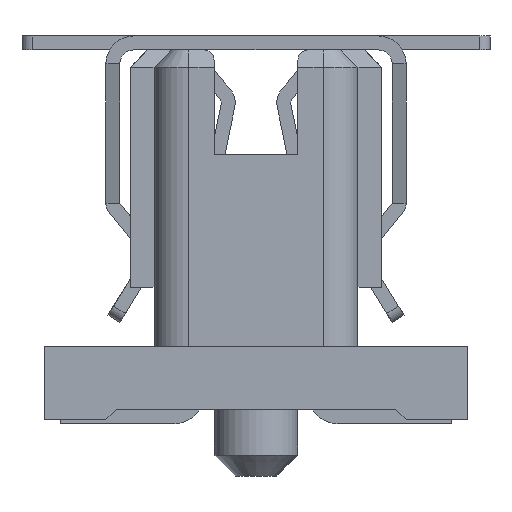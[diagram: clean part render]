
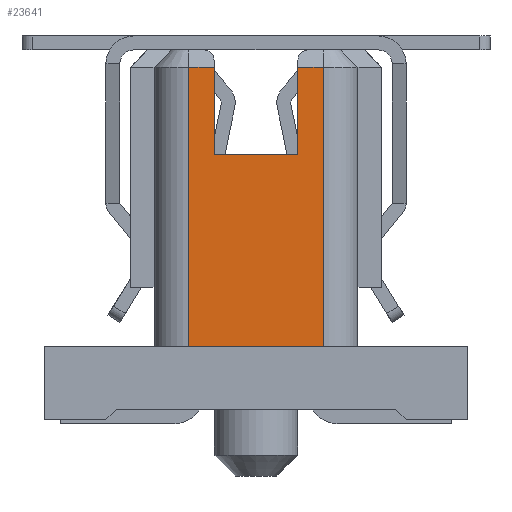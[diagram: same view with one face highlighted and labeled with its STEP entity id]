
A CAD part, left-side view. The second image highlights one B-rep face of the part: STEP entity #23641.
In plain terms, the highlighted planar face has unit normal (-1, 0, 0).
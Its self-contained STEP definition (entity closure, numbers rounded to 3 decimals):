
#2592=ORIENTED_EDGE('',*,*,#9240,.T.);
#2593=ORIENTED_EDGE('',*,*,#9241,.T.);
#2594=ORIENTED_EDGE('',*,*,#8878,.F.);
#2595=ORIENTED_EDGE('',*,*,#9242,.F.);
#2596=ORIENTED_EDGE('',*,*,#8896,.T.);
#2597=ORIENTED_EDGE('',*,*,#9243,.T.);
#2598=ORIENTED_EDGE('',*,*,#9244,.F.);
#2599=ORIENTED_EDGE('',*,*,#9245,.F.);
#8878=EDGE_CURVE('',#12082,#12083,#14409,.T.);
#8896=EDGE_CURVE('',#12097,#12096,#14425,.T.);
#9240=EDGE_CURVE('',#12431,#12432,#14763,.T.);
#9241=EDGE_CURVE('',#12432,#12083,#14764,.T.);
#9242=EDGE_CURVE('',#12097,#12082,#14765,.T.);
#9243=EDGE_CURVE('',#12096,#12433,#14766,.T.);
#9244=EDGE_CURVE('',#12434,#12433,#14767,.T.);
#9245=EDGE_CURVE('',#12431,#12434,#14768,.T.);
#12082=VERTEX_POINT('',#34966);
#12083=VERTEX_POINT('',#34968);
#12096=VERTEX_POINT('',#35003);
#12097=VERTEX_POINT('',#35005);
#12431=VERTEX_POINT('',#35705);
#12432=VERTEX_POINT('',#35706);
#12433=VERTEX_POINT('',#35710);
#12434=VERTEX_POINT('',#35712);
#14409=LINE('',#34967,#17626);
#14425=LINE('',#35004,#17642);
#14763=LINE('',#35704,#17980);
#14764=LINE('',#35707,#17981);
#14765=LINE('',#35708,#17982);
#14766=LINE('',#35709,#17983);
#14767=LINE('',#35711,#17984);
#14768=LINE('',#35713,#17985);
#17626=VECTOR('',#28128,1000.);
#17642=VECTOR('',#28158,1000.);
#17980=VECTOR('',#28552,1000.);
#17981=VECTOR('',#28553,1000.);
#17982=VECTOR('',#28554,1000.);
#17983=VECTOR('',#28555,1000.);
#17984=VECTOR('',#28556,1000.);
#17985=VECTOR('',#28557,1000.);
#20080=EDGE_LOOP('',(#2592,#2593,#2594,#2595,#2596,#2597,#2598,#2599));
#21353=FACE_BOUND('',#20080,.T.);
#22494=PLANE('',#25022);
#23641=ADVANCED_FACE('',(#21353),#22494,.F.);
#25022=AXIS2_PLACEMENT_3D('',#35703,#28550,#28551);
#28128=DIRECTION('',(0.,0.,1.));
#28158=DIRECTION('',(0.,0.,1.));
#28550=DIRECTION('',(1.,0.,0.));
#28551=DIRECTION('',(0.,0.,-1.));
#28552=DIRECTION('',(0.,0.,1.));
#28553=DIRECTION('',(0.,1.,0.));
#28554=DIRECTION('',(0.,-1.,0.));
#28555=DIRECTION('',(0.,1.,0.));
#28556=DIRECTION('',(0.,0.,1.));
#28557=DIRECTION('',(0.,1.,0.));
#34966=CARTESIAN_POINT('',(-17.11,-0.6,3.003));
#34967=CARTESIAN_POINT('',(-17.11,-0.6,3.003));
#34968=CARTESIAN_POINT('',(-17.11,-0.6,4.25));
#35003=CARTESIAN_POINT('',(-17.11,0.6,4.25));
#35004=CARTESIAN_POINT('',(-17.11,0.6,3.003));
#35005=CARTESIAN_POINT('',(-17.11,0.6,3.003));
#35703=CARTESIAN_POINT('',(-17.11,1.8,4.5));
#35704=CARTESIAN_POINT('',(-17.11,-0.96,0.));
#35705=CARTESIAN_POINT('',(-17.11,-0.96,0.254));
#35706=CARTESIAN_POINT('',(-17.11,-0.96,4.25));
#35707=CARTESIAN_POINT('',(-17.11,-0.6,4.25));
#35708=CARTESIAN_POINT('',(-17.11,0.6,3.003));
#35709=CARTESIAN_POINT('',(-17.11,0.96,4.25));
#35710=CARTESIAN_POINT('',(-17.11,0.96,4.25));
#35711=CARTESIAN_POINT('',(-17.11,0.96,0.));
#35712=CARTESIAN_POINT('',(-17.11,0.96,0.254));
#35713=CARTESIAN_POINT('',(-17.11,1.8,0.254));
